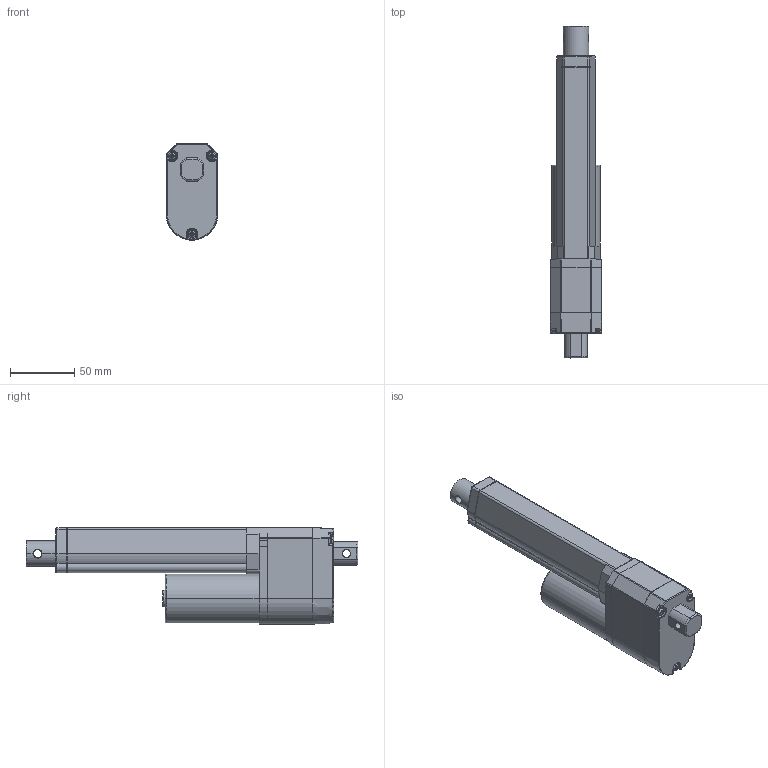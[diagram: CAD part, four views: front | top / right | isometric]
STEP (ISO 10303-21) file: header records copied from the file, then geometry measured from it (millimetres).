
FILE_DESCRIPTION((''),'2;1');
FILE_NAME('TGA-A-DW_ASM','2022-03-17T',('Administrator'),(''),'PRO/ENGINEER BY PARAMETRIC TECHNOLOGY CORPORATION, 2008380','PRO/ENGINEER BY PARAMETRIC TECHNOLOGY CORPORATION, 2008380','');
FILE_SCHEMA(('CONFIG_CONTROL_DESIGN'));
Length unit declared in the file: millimetre
Products named in the file (8): TGA-A-UP; TGA-A-WAIKE; MOTER; TGA-A-FENGTOU; NEIGUAN; ZHONGJIAN; END; TGA-A-DW_ASM
Assembly tree (7 placements, depth 2):
  TGA-A-DW_ASM
    TGA-A-UP
    TGA-A-WAIKE
    MOTER
    TGA-A-FENGTOU
    NEIGUAN
    ZHONGJIAN
    END
Bounding box: 40 x 258 x 75 mm (x, y, z)
Volume: 435074.6 mm3; surface area: 75327.8 mm2
Topology: 7 solids, 7 shells, 299 faces, 740 edges, 452 vertices
Faces by surface type: plane 114, cylinder 91, bspline 44, torus 26, cone 22, sphere 2
Entity records: 11358 total; most frequent: CARTESIAN_POINT 4328, ORIENTED_EDGE 1468, DIRECTION 1397, EDGE_CURVE 734, AXIS2_PLACEMENT_3D 520, VERTEX_POINT 452, VECTOR 357, LINE 357
